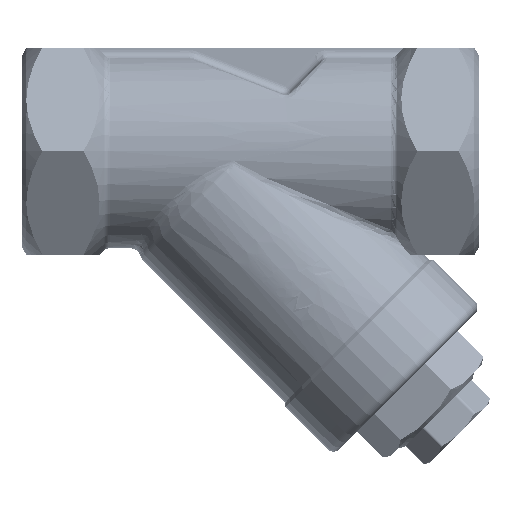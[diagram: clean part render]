
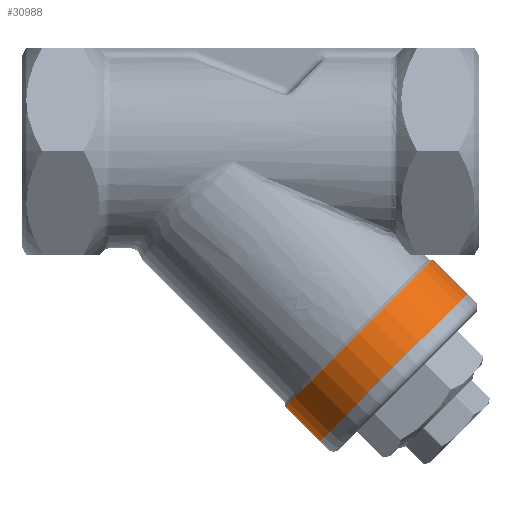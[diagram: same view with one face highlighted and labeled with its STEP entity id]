
A CAD part, top view. The second image highlights one B-rep face of the part: STEP entity #30988.
In plain terms, the highlighted cylindrical face has radius 24.25 mm (diameter 48.5 mm), a partial arc.
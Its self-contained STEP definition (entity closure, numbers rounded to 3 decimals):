
#4831 = CARTESIAN_POINT ( 'NONE',  ( 8.102, -59.397, 0. ) ) ;
#4936 = CARTESIAN_POINT ( 'NONE',  ( 42.397, -25.102, 0. ) ) ;
#5012 = CARTESIAN_POINT ( 'NONE',  ( 50.352, -33.057, 0. ) ) ;
#6027 = CARTESIAN_POINT ( 'NONE',  ( 16.057, -67.352, 0. ) ) ;
#23242 = VERTEX_POINT ( 'NONE', #4831 ) ;
#23251 = VERTEX_POINT ( 'NONE', #4936 ) ;
#23257 = VERTEX_POINT ( 'NONE', #5012 ) ;
#23328 = VERTEX_POINT ( 'NONE', #6027 ) ;
#26722 = EDGE_CURVE ( 'NONE', #23242, #23251, #118302, .T. ) ;
#26736 = EDGE_CURVE ( 'NONE', #23257, #23251, #118240, .T. ) ;
#26768 = EDGE_CURVE ( 'NONE', #23328, #23257, #118248, .T. ) ;
#26895 = EDGE_CURVE ( 'NONE', #23328, #23242, #118658, .T. ) ;
#29618 = AXIS2_PLACEMENT_3D ( 'NONE', #58252, #58239, #58225 ) ;
#29624 = AXIS2_PLACEMENT_3D ( 'NONE', #58402, #58415, #58369 ) ;
#30988 = ADVANCED_FACE ( 'NONE', ( #53784 ), #53712, .T. ) ;
#35152 = ORIENTED_EDGE ( 'NONE', *, *, #26895, .F. ) ;
#35170 = ORIENTED_EDGE ( 'NONE', *, *, #26768, .T. ) ;
#35236 = ORIENTED_EDGE ( 'NONE', *, *, #26736, .T. ) ;
#35298 = ORIENTED_EDGE ( 'NONE', *, *, #26722, .F. ) ;
#49685 = AXIS2_PLACEMENT_3D ( 'NONE', #59758, #59679, #59673 ) ;
#52239 = EDGE_LOOP ( 'NONE', ( #35170, #35236, #35298, #35152 ) ) ;
#53712 = CYLINDRICAL_SURFACE ( 'NONE', #49685, 24.25 ) ;
#53784 = FACE_OUTER_BOUND ( 'NONE', #52239, .T. ) ;
#58225 = DIRECTION ( 'NONE',  ( -0.707, -0.707, 0. ) ) ;
#58239 = DIRECTION ( 'NONE',  ( -0.707, 0.707, 0. ) ) ;
#58252 = CARTESIAN_POINT ( 'NONE',  ( 25.25, -42.25, 0. ) ) ;
#58280 = CARTESIAN_POINT ( 'NONE',  ( 0.147, 17.147, 0. ) ) ;
#58304 = DIRECTION ( 'NONE',  ( -0.707, 0.707, 0. ) ) ;
#58369 = DIRECTION ( 'NONE',  ( -0.707, -0.707, 0. ) ) ;
#58402 = CARTESIAN_POINT ( 'NONE',  ( 33.205, -50.205, 0. ) ) ;
#58415 = DIRECTION ( 'NONE',  ( -0.707, 0.707, 0. ) ) ;
#58861 = CARTESIAN_POINT ( 'NONE',  ( -34.147, -17.147, 0. ) ) ;
#58880 = DIRECTION ( 'NONE',  ( -0.707, 0.707, 0. ) ) ;
#59673 = DIRECTION ( 'NONE',  ( -0.707, -0.707, 0. ) ) ;
#59679 = DIRECTION ( 'NONE',  ( -0.707, 0.707, 0. ) ) ;
#59758 = CARTESIAN_POINT ( 'NONE',  ( -17., 0., 0. ) ) ;
#118240 = LINE ( 'NONE', #58280, #118271 ) ;
#118248 = CIRCLE ( 'NONE', #29624, 24.25 ) ;
#118271 = VECTOR ( 'NONE', #58304, 1000. ) ;
#118302 = CIRCLE ( 'NONE', #29618, 24.25 ) ;
#118525 = VECTOR ( 'NONE', #58880, 1000. ) ;
#118658 = LINE ( 'NONE', #58861, #118525 ) ;
